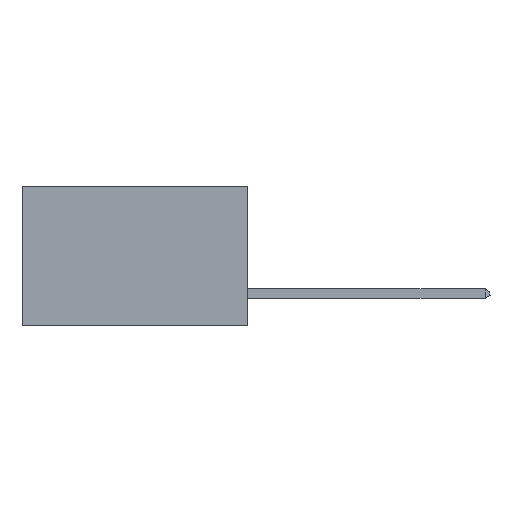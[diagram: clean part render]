
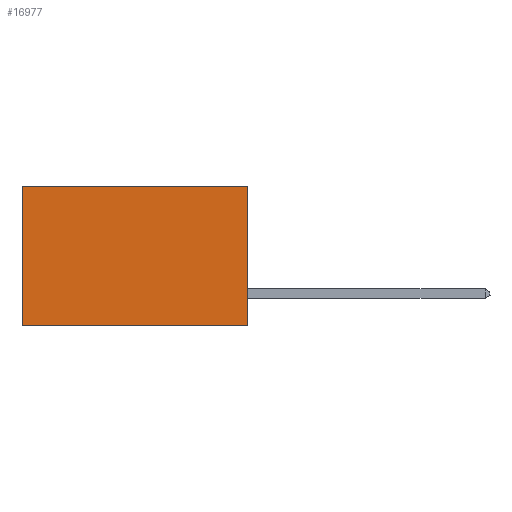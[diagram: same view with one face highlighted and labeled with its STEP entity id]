
A CAD part, left-side view. The second image highlights one B-rep face of the part: STEP entity #16977.
In plain terms, the highlighted planar face has unit normal (-1, 0, 0).
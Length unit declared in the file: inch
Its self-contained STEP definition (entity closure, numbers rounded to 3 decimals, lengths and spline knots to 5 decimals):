
#697 = LINE ( 'NONE', #21564, #5273 ) ;
#1498 = LINE ( 'NONE', #2298, #25367 ) ;
#1625 = EDGE_LOOP ( 'NONE', ( #24603, #23687, #27672, #13529 ) ) ;
#2298 = CARTESIAN_POINT ( 'NONE',  ( 0.298, 0.6, 0. ) ) ;
#3743 = LINE ( 'NONE', #19687, #6594 ) ;
#4640 = VERTEX_POINT ( 'NONE', #16272 ) ;
#5273 = VECTOR ( 'NONE', #8119, 39.37008 ) ;
#6099 = EDGE_CURVE ( 'NONE', #27754, #14614, #12822, .T. ) ;
#6500 = PLANE ( 'NONE',  #19996 ) ;
#6594 = VECTOR ( 'NONE', #21809, 39.37008 ) ;
#6713 = CARTESIAN_POINT ( 'NONE',  ( 0.298, 0., -0.37 ) ) ;
#8119 = DIRECTION ( 'NONE',  ( 0., 1., 0. ) ) ;
#10445 = EDGE_CURVE ( 'NONE', #26690, #4640, #697, .T. ) ;
#10804 = DIRECTION ( 'NONE',  ( 0., 1., 0. ) ) ;
#12698 = CARTESIAN_POINT ( 'NONE',  ( 0.298, 0.6, 0. ) ) ;
#12822 = LINE ( 'NONE', #22149, #24086 ) ;
#13423 = EDGE_CURVE ( 'NONE', #14614, #4640, #1498, .T. ) ;
#13529 = ORIENTED_EDGE ( 'NONE', *, *, #6099, .T. ) ;
#14614 = VERTEX_POINT ( 'NONE', #12698 ) ;
#15538 = CARTESIAN_POINT ( 'NONE',  ( 0.298, 0., 0. ) ) ;
#16272 = CARTESIAN_POINT ( 'NONE',  ( 0.298, 0.6, -0.37 ) ) ;
#16977 = ADVANCED_FACE ( 'NONE', ( #25508 ), #6500, .F. ) ;
#18011 = DIRECTION ( 'NONE',  ( 1., 0., 0. ) ) ;
#19687 = CARTESIAN_POINT ( 'NONE',  ( 0.298, 0., 0. ) ) ;
#19996 = AXIS2_PLACEMENT_3D ( 'NONE', #15538, #18011, #26815 ) ;
#20120 = CARTESIAN_POINT ( 'NONE',  ( 0.298, 0., 0. ) ) ;
#21564 = CARTESIAN_POINT ( 'NONE',  ( 0.298, 0., -0.37 ) ) ;
#21809 = DIRECTION ( 'NONE',  ( 0., 0., -1. ) ) ;
#22149 = CARTESIAN_POINT ( 'NONE',  ( 0.298, 0., 0. ) ) ;
#22345 = DIRECTION ( 'NONE',  ( 0., 0., -1. ) ) ;
#23687 = ORIENTED_EDGE ( 'NONE', *, *, #10445, .F. ) ;
#24086 = VECTOR ( 'NONE', #10804, 39.37008 ) ;
#24603 = ORIENTED_EDGE ( 'NONE', *, *, #13423, .T. ) ;
#25367 = VECTOR ( 'NONE', #22345, 39.37008 ) ;
#25508 = FACE_OUTER_BOUND ( 'NONE', #1625, .T. ) ;
#26690 = VERTEX_POINT ( 'NONE', #6713 ) ;
#26815 = DIRECTION ( 'NONE',  ( 0., 0., -1. ) ) ;
#27672 = ORIENTED_EDGE ( 'NONE', *, *, #28676, .F. ) ;
#27754 = VERTEX_POINT ( 'NONE', #20120 ) ;
#28676 = EDGE_CURVE ( 'NONE', #27754, #26690, #3743, .T. ) ;
